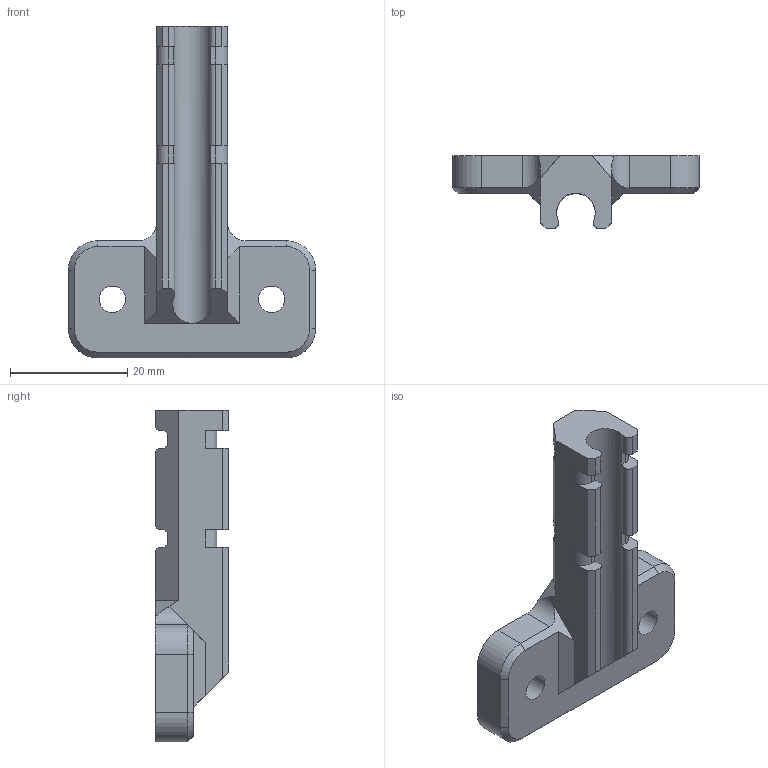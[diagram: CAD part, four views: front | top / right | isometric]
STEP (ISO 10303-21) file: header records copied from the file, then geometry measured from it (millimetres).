
FILE_DESCRIPTION(/* description */ (''),/* implementation_level */ '2;1');
FILE_NAME(/* name */ 'Strain Releaser Frame v1.step',/* time_stamp */ '2024-04-26T11:40:59+03:00',/* author */ (''),/* organization */ (''),/* preprocessor_version */ 'ST-DEVELOPER v20',/* originating_system */ 'Autodesk Translation Framework v12.20.1.177',/* authorisation */ '');
FILE_SCHEMA (('AUTOMOTIVE_DESIGN { 1 0 10303 214 3 1 1 }'));
Length unit declared in the file: millimetre
Products named in the file (1): Strain Releaser Frame
Bounding box: 42.15 x 12.5 x 56.63 mm (x, y, z)
Volume: 9246.2 mm3; surface area: 4672.4 mm2
Topology: 1 solids, 1 shells, 88 faces, 249 edges, 163 vertices
Faces by surface type: plane 65, cylinder 19, cone 4
Full cylindrical faces by diameter (mm): 4.5 x2
Entity records: 2875 total; most frequent: CARTESIAN_POINT 501, ORIENTED_EDGE 498, DIRECTION 480, EDGE_CURVE 249, LINE 196, VECTOR 196, VERTEX_POINT 163, AXIS2_PLACEMENT_3D 142
